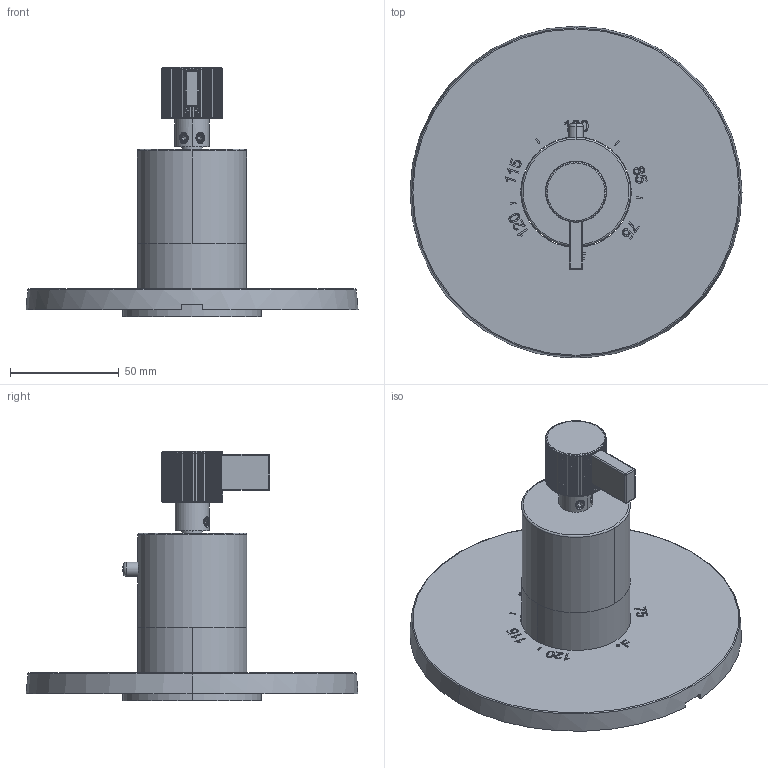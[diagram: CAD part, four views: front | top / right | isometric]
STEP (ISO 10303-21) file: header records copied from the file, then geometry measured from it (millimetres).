
FILE_DESCRIPTION((''),'2;1');
FILE_NAME('3-3234TR_ASM','2019-11-11T08:41:55',('rsmith'),(''),'CREO PARAMETRIC BY PTC INC, 2018400','CREO PARAMETRIC BY PTC INC, 2018400','');
FILE_SCHEMA(('CONFIG_CONTROL_DESIGN'));
Length unit declared in the file: inch
Products named in the file (14): 12120; 11029; 12541; 11555; 92137; 11033; 20-176_ASM; 92113; 13190; 13191; 92984; 92000; 20-457_ASM; 3-3234TR_ASM
Assembly tree (14 placements, depth 3):
  3-3234TR_ASM
    12120
    11029
    20-176_ASM
      12541
      11555
      92137
      11033
    92113
    20-457_ASM
      13190
      13191
      92984
      92000  x2
Bounding box: 152.4 x 152.25 x 114.38 mm (x, y, z)
Volume: 95286.2 mm3; surface area: 124002.8 mm2
Topology: 12 solids, 48 shells, 1665 faces, 5118 edges, 3535 vertices
Faces by surface type: plane 724, cylinder 505, extrusion 182, bspline 128, cone 68, sphere 28, torus 26, revolution 4
Entity records: 95239 total; most frequent: CARTESIAN_POINT 54203, ORIENTED_EDGE 9327, DIRECTION 6630, EDGE_CURVE 4995, VERTEX_POINT 3463, B_SPLINE_CURVE_WITH_KNOTS 2340, AXIS2_PLACEMENT_3D 2232, VECTOR 2162
